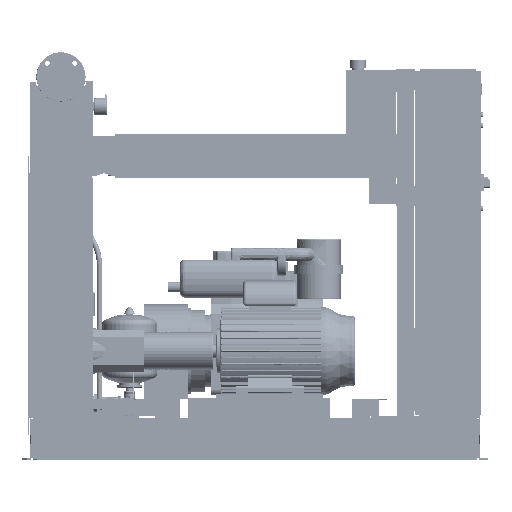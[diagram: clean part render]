
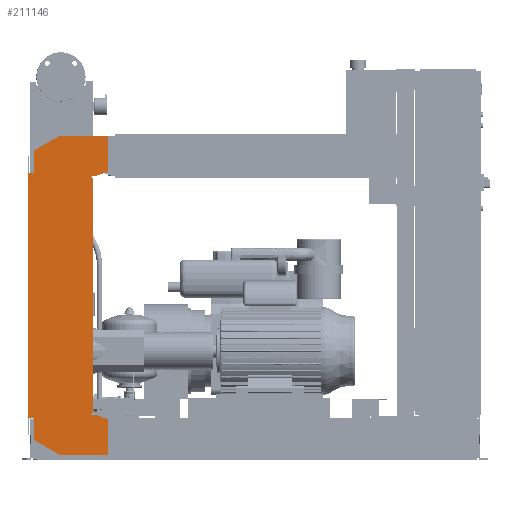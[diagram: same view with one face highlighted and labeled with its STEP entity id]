
A CAD part, front view. The second image highlights one B-rep face of the part: STEP entity #211146.
In plain terms, the highlighted free-form (B-spline) face has degree [1, 1] with [2, 2] control points.
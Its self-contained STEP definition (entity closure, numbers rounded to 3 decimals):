
#210631=CARTESIAN_POINT('',(-102.0,-565.5,1076.0));
#210632=VERTEX_POINT('',#210631);
#210639=CARTESIAN_POINT('',(-102.0,-565.5,1158.574));
#210640=VERTEX_POINT('',#210639);
#210641=CARTESIAN_POINT('',(-102.0,-565.5,1076.0));
#210642=DIRECTION('',(0.0,0.0,1.0));
#210643=VECTOR('',#210642,82.574);
#210644=LINE('',#210641,#210643);
#210645=EDGE_CURVE('',#210632,#210640,#210644,.T.);
#210663=CARTESIAN_POINT('',(-6.,-565.5,1214.0));
#210664=VERTEX_POINT('',#210663);
#210665=CARTESIAN_POINT('',(-102.0,-565.5,1158.574));
#210666=DIRECTION('',(0.866,0.0,0.5));
#210667=VECTOR('',#210666,110.851);
#210668=LINE('',#210665,#210667);
#210669=EDGE_CURVE('',#210640,#210664,#210668,.T.);
#210687=CARTESIAN_POINT('',(177.0,-565.5,1214.0));
#210688=VERTEX_POINT('',#210687);
#210689=CARTESIAN_POINT('',(-6.,-565.5,1214.0));
#210690=DIRECTION('',(1.0,0.0,0.0));
#210691=VECTOR('',#210690,183.0);
#210692=LINE('',#210689,#210691);
#210693=EDGE_CURVE('',#210664,#210688,#210692,.T.);
#210711=CARTESIAN_POINT('',(177.0,-565.5,1080.379));
#210712=VERTEX_POINT('',#210711);
#210713=CARTESIAN_POINT('',(177.0,-565.5,1214.0));
#210714=DIRECTION('',(0.0,0.0,-1.0));
#210715=VECTOR('',#210714,133.621);
#210716=LINE('',#210713,#210715);
#210717=EDGE_CURVE('',#210688,#210712,#210716,.T.);
#210735=CARTESIAN_POINT('',(132.,-565.5,1064.0));
#210736=VERTEX_POINT('',#210735);
#210737=CARTESIAN_POINT('',(177.0,-565.5,1080.379));
#210738=DIRECTION('',(-0.94,0.0,-0.342));
#210739=VECTOR('',#210738,47.888);
#210740=LINE('',#210737,#210739);
#210741=EDGE_CURVE('',#210712,#210736,#210740,.T.);
#210759=CARTESIAN_POINT('',(112.0,-565.5,1064.0));
#210760=VERTEX_POINT('',#210759);
#210761=CARTESIAN_POINT('',(132.,-565.5,1064.0));
#210762=DIRECTION('',(-1.0,0.0,0.0));
#210763=VECTOR('',#210762,20.);
#210764=LINE('',#210761,#210763);
#210765=EDGE_CURVE('',#210736,#210760,#210764,.T.);
#210783=CARTESIAN_POINT('',(112.0,-565.5,1056.0));
#210784=VERTEX_POINT('',#210783);
#210785=CARTESIAN_POINT('',(112.0,-565.5,1064.0));
#210786=DIRECTION('',(0.0,0.0,-1.0));
#210787=VECTOR('',#210786,8.0);
#210788=LINE('',#210785,#210787);
#210789=EDGE_CURVE('',#210760,#210784,#210788,.T.);
#210807=CARTESIAN_POINT('',(120.,-565.5,1056.0));
#210808=VERTEX_POINT('',#210807);
#210809=CARTESIAN_POINT('',(112.0,-565.5,1056.0));
#210810=DIRECTION('',(1.0,0.0,0.0));
#210811=VECTOR('',#210810,8.);
#210812=LINE('',#210809,#210811);
#210813=EDGE_CURVE('',#210784,#210808,#210812,.T.);
#210831=CARTESIAN_POINT('',(120.,-565.5,176.));
#210832=VERTEX_POINT('',#210831);
#210843=CARTESIAN_POINT('',(120.,-565.5,1056.0));
#210844=DIRECTION('',(0.0,0.0,-1.0));
#210845=VECTOR('',#210844,880.);
#210846=LINE('',#210843,#210845);
#210847=EDGE_CURVE('',#210808,#210832,#210846,.T.);
#210861=CARTESIAN_POINT('',(112.,-565.5,176.));
#210862=VERTEX_POINT('',#210861);
#210863=CARTESIAN_POINT('',(120.,-565.5,176.));
#210864=DIRECTION('',(-1.0,0.0,0.0));
#210865=VECTOR('',#210864,8.);
#210866=LINE('',#210863,#210865);
#210867=EDGE_CURVE('',#210832,#210862,#210866,.T.);
#210885=CARTESIAN_POINT('',(112.,-565.5,168.));
#210886=VERTEX_POINT('',#210885);
#210887=CARTESIAN_POINT('',(112.,-565.5,176.));
#210888=DIRECTION('',(0.0,0.0,-1.0));
#210889=VECTOR('',#210888,8.0);
#210890=LINE('',#210887,#210889);
#210891=EDGE_CURVE('',#210862,#210886,#210890,.T.);
#210909=CARTESIAN_POINT('',(132.,-565.5,168.));
#210910=VERTEX_POINT('',#210909);
#210911=CARTESIAN_POINT('',(112.,-565.5,168.));
#210912=DIRECTION('',(1.0,0.0,0.0));
#210913=VECTOR('',#210912,20.0);
#210914=LINE('',#210911,#210913);
#210915=EDGE_CURVE('',#210886,#210910,#210914,.T.);
#210933=CARTESIAN_POINT('',(177.,-565.5,151.621));
#210934=VERTEX_POINT('',#210933);
#210935=CARTESIAN_POINT('',(132.,-565.5,168.));
#210936=DIRECTION('',(0.94,0.0,-0.342));
#210937=VECTOR('',#210936,47.888);
#210938=LINE('',#210935,#210937);
#210939=EDGE_CURVE('',#210910,#210934,#210938,.T.);
#210957=CARTESIAN_POINT('',(177.,-565.5,18.0));
#210958=VERTEX_POINT('',#210957);
#210959=CARTESIAN_POINT('',(177.,-565.5,151.621));
#210960=DIRECTION('',(0.0,0.0,-1.0));
#210961=VECTOR('',#210960,133.621);
#210962=LINE('',#210959,#210961);
#210963=EDGE_CURVE('',#210934,#210958,#210962,.T.);
#210981=CARTESIAN_POINT('',(-4.,-565.5,18.0));
#210982=VERTEX_POINT('',#210981);
#210983=CARTESIAN_POINT('',(177.,-565.5,18.0));
#210984=DIRECTION('',(-1.0,0.0,0.0));
#210985=VECTOR('',#210984,181.);
#210986=LINE('',#210983,#210985);
#210987=EDGE_CURVE('',#210958,#210982,#210986,.T.);
#211005=CARTESIAN_POINT('',(-102.,-565.5,74.58));
#211006=VERTEX_POINT('',#211005);
#211007=CARTESIAN_POINT('',(-4.,-565.5,18.0));
#211008=DIRECTION('',(-0.866,0.0,0.5));
#211009=VECTOR('',#211008,113.161);
#211010=LINE('',#211007,#211009);
#211011=EDGE_CURVE('',#210982,#211006,#211010,.T.);
#211029=CARTESIAN_POINT('',(-102.,-565.5,156.0));
#211030=VERTEX_POINT('',#211029);
#211031=CARTESIAN_POINT('',(-102.,-565.5,74.58));
#211032=DIRECTION('',(0.0,0.0,1.0));
#211033=VECTOR('',#211032,81.42);
#211034=LINE('',#211031,#211033);
#211035=EDGE_CURVE('',#211006,#211030,#211034,.T.);
#211053=CARTESIAN_POINT('',(-122.,-565.5,156.0));
#211054=VERTEX_POINT('',#211053);
#211055=CARTESIAN_POINT('',(-102.,-565.5,156.0));
#211056=DIRECTION('',(-1.0,0.0,0.0));
#211057=VECTOR('',#211056,20.0);
#211058=LINE('',#211055,#211057);
#211059=EDGE_CURVE('',#211030,#211054,#211058,.T.);
#211077=CARTESIAN_POINT('',(-122.0,-565.5,1076.0));
#211078=VERTEX_POINT('',#211077);
#211091=CARTESIAN_POINT('',(-122.,-565.5,156.0));
#211092=DIRECTION('',(0.0,0.0,1.0));
#211093=VECTOR('',#211092,920.0);
#211094=LINE('',#211091,#211093);
#211095=EDGE_CURVE('',#211054,#211078,#211094,.T.);
#211109=CARTESIAN_POINT('',(-122.0,-565.5,1076.0));
#211110=DIRECTION('',(1.0,0.0,0.0));
#211111=VECTOR('',#211110,20.0);
#211112=LINE('',#211109,#211111);
#211113=EDGE_CURVE('',#211078,#210632,#211112,.T.);
#211119=CARTESIAN_POINT('',(-122.,-565.5,18.0));
#211120=CARTESIAN_POINT('',(177.0,-565.5,18.0));
#211121=CARTESIAN_POINT('',(-122.,-565.5,1214.0));
#211122=CARTESIAN_POINT('',(177.0,-565.5,1214.0));
#211123=B_SPLINE_SURFACE_WITH_KNOTS('',1,1,((#211119,#211121),(#211120,#211122)),.UNSPECIFIED.,.F.,.F.,.U.,(2,2),(2,2),(0.0,299.),(0.0,1196.0),.UNSPECIFIED.);
#211124=ORIENTED_EDGE('',*,*,#211113,.F.);
#211125=ORIENTED_EDGE('',*,*,#211095,.F.);
#211126=ORIENTED_EDGE('',*,*,#211059,.F.);
#211127=ORIENTED_EDGE('',*,*,#211035,.F.);
#211128=ORIENTED_EDGE('',*,*,#211011,.F.);
#211129=ORIENTED_EDGE('',*,*,#210987,.F.);
#211130=ORIENTED_EDGE('',*,*,#210963,.F.);
#211131=ORIENTED_EDGE('',*,*,#210939,.F.);
#211132=ORIENTED_EDGE('',*,*,#210915,.F.);
#211133=ORIENTED_EDGE('',*,*,#210891,.F.);
#211134=ORIENTED_EDGE('',*,*,#210867,.F.);
#211135=ORIENTED_EDGE('',*,*,#210847,.F.);
#211136=ORIENTED_EDGE('',*,*,#210813,.F.);
#211137=ORIENTED_EDGE('',*,*,#210789,.F.);
#211138=ORIENTED_EDGE('',*,*,#210765,.F.);
#211139=ORIENTED_EDGE('',*,*,#210741,.F.);
#211140=ORIENTED_EDGE('',*,*,#210717,.F.);
#211141=ORIENTED_EDGE('',*,*,#210693,.F.);
#211142=ORIENTED_EDGE('',*,*,#210669,.F.);
#211143=ORIENTED_EDGE('',*,*,#210645,.F.);
#211144=EDGE_LOOP('',(#211124,#211125,#211126,#211127,#211128,#211129,#211130,#211131,#211132,#211133,#211134,#211135,#211136,#211137,#211138,#211139,#211140,#211141,#211142,#211143));
#211145=FACE_OUTER_BOUND('',#211144,.T.);
#211146=ADVANCED_FACE('',(#211145),#211123,.T.);
